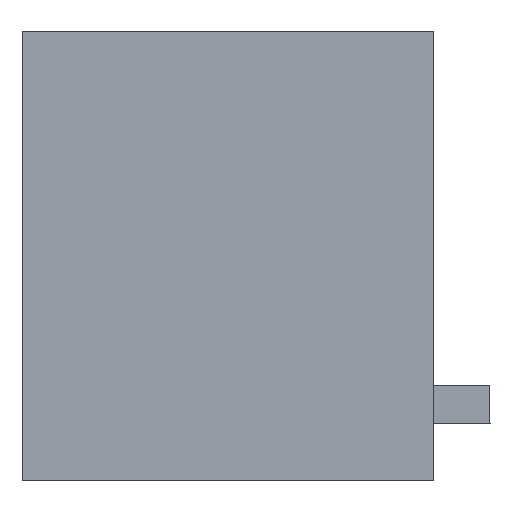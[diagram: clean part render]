
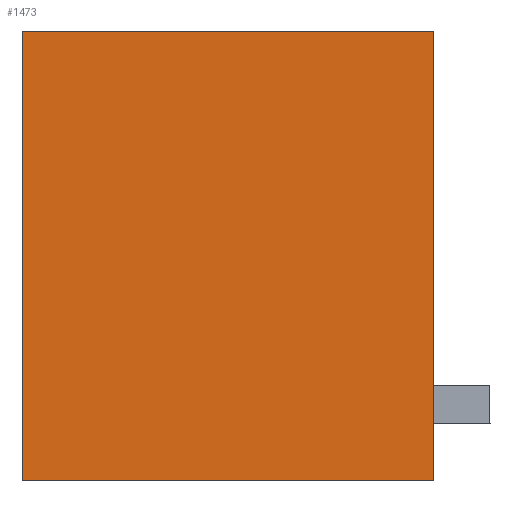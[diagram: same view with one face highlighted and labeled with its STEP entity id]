
A CAD part, left-side view. The second image highlights one B-rep face of the part: STEP entity #1473.
In plain terms, the highlighted planar face has unit normal (-1, 0, 0).
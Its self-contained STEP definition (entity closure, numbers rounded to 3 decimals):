
#1460=AXIS2_PLACEMENT_3D('Plane Axis2P3D',#1457,#1458,#1459) ;
#244=CARTESIAN_POINT('Vertex',(0.,1.5,0.)) ;
#247=CARTESIAN_POINT('Line Origine',(0.,7.,0.)) ;
#251=CARTESIAN_POINT('Vertex',(0.,12.5,0.)) ;
#999=CARTESIAN_POINT('Line Origine',(0.,7.,12.)) ;
#1003=CARTESIAN_POINT('Vertex',(0.,1.5,12.)) ;
#1005=CARTESIAN_POINT('Vertex',(0.,12.5,12.)) ;
#1445=CARTESIAN_POINT('Line Origine',(0.,1.5,6.)) ;
#1457=CARTESIAN_POINT('Axis2P3D Location',(0.,0.,0.)) ;
#1462=CARTESIAN_POINT('Line Origine',(0.,12.5,6.)) ;
#248=DIRECTION('Vector Direction',(0.,-1.,0.)) ;
#1000=DIRECTION('Vector Direction',(0.,1.,0.)) ;
#1446=DIRECTION('Vector Direction',(0.,0.,-1.)) ;
#1458=DIRECTION('Axis2P3D Direction',(-1.,0.,0.)) ;
#1459=DIRECTION('Axis2P3D XDirection',(0.,0.,1.)) ;
#1463=DIRECTION('Vector Direction',(0.,0.,1.)) ;
#249=VECTOR('Line Direction',#248,1.) ;
#1001=VECTOR('Line Direction',#1000,1.) ;
#1447=VECTOR('Line Direction',#1446,1.) ;
#1464=VECTOR('Line Direction',#1463,1.) ;
#1468=ORIENTED_EDGE('',*,*,#253,.T.) ;
#1469=ORIENTED_EDGE('',*,*,#1449,.T.) ;
#1470=ORIENTED_EDGE('',*,*,#1007,.T.) ;
#1471=ORIENTED_EDGE('',*,*,#1466,.T.) ;
#1473=ADVANCED_FACE('HOUSING',(#1472),#1461,.T.) ;
#253=EDGE_CURVE('',#252,#245,#250,.T.) ;
#1007=EDGE_CURVE('',#1004,#1006,#1002,.T.) ;
#1449=EDGE_CURVE('',#245,#1004,#1448,.F.) ;
#1466=EDGE_CURVE('',#1006,#252,#1465,.F.) ;
#1467=EDGE_LOOP('',(#1468,#1469,#1470,#1471)) ;
#1472=FACE_OUTER_BOUND('',#1467,.T.) ;
#250=LINE('Line',#247,#249) ;
#1002=LINE('Line',#999,#1001) ;
#1448=LINE('Line',#1445,#1447) ;
#1465=LINE('Line',#1462,#1464) ;
#1461=PLANE('',#1460) ;
#245=VERTEX_POINT('',#244) ;
#252=VERTEX_POINT('',#251) ;
#1004=VERTEX_POINT('',#1003) ;
#1006=VERTEX_POINT('',#1005) ;
